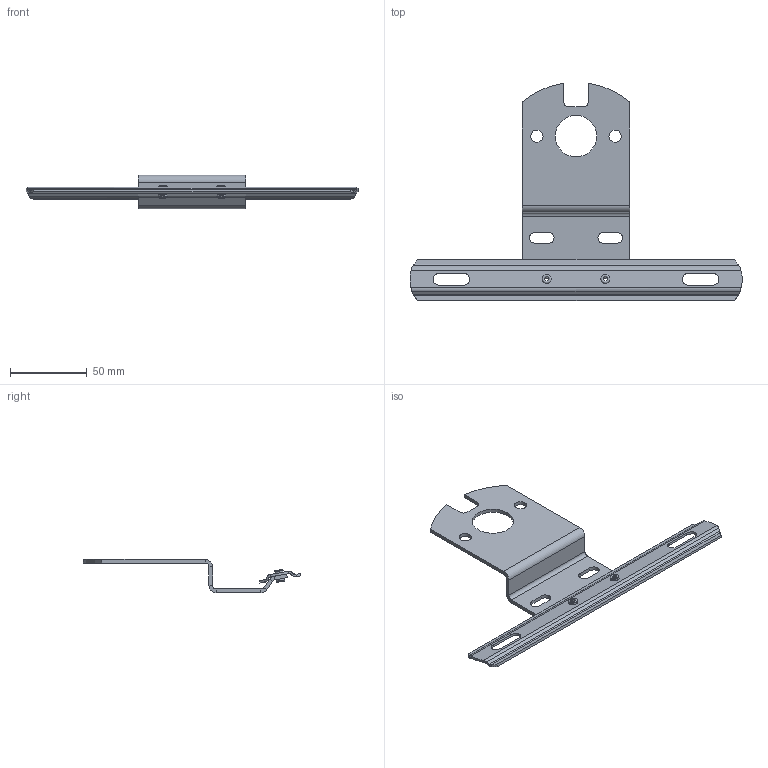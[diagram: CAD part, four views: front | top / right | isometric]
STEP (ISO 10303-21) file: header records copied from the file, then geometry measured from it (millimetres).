
FILE_DESCRIPTION(/* description */ (''),/* implementation_level */ '2;1');
FILE_NAME(/* name */ '428-09 License Plate Bracket.stp',/* time_stamp */ '2022-08-04T11:57:19-05:00',/* author */ ('Petersburg 41'),/* organization */ (''),/* preprocessor_version */ 'ST-DEVELOPER v19',/* originating_system */ 'Autodesk Inventor 2023',/* authorisation */ '');
FILE_SCHEMA (('AUTOMOTIVE_DESIGN { 1 0 10303 214 3 1 1 }'));
Length unit declared in the file: inch
Products named in the file (1): 428-09 License Plate Bracket
Bounding box: 215.73 x 141.3 x 21.6 mm (x, y, z)
Volume: 30944.8 mm3; surface area: 32130.9 mm2
Topology: 1 solids, 1 shells, 126 faces, 309 edges, 190 vertices
Faces by surface type: plane 55, cylinder 55, torus 8, bspline 8
Full cylindrical faces by diameter (mm): 3 x2, 4 x2, 4.74 x4, 4.762 x2, 5.74 x4, 7.938 x2, 26.987 x1
Entity records: 5199 total; most frequent: CARTESIAN_POINT 1978, DIRECTION 649, ORIENTED_EDGE 618, EDGE_CURVE 309, AXIS2_PLACEMENT_3D 237, VERTEX_POINT 190, LINE 175, VECTOR 175
